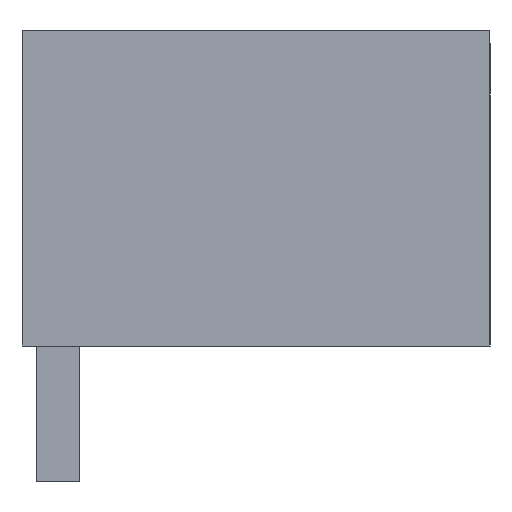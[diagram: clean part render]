
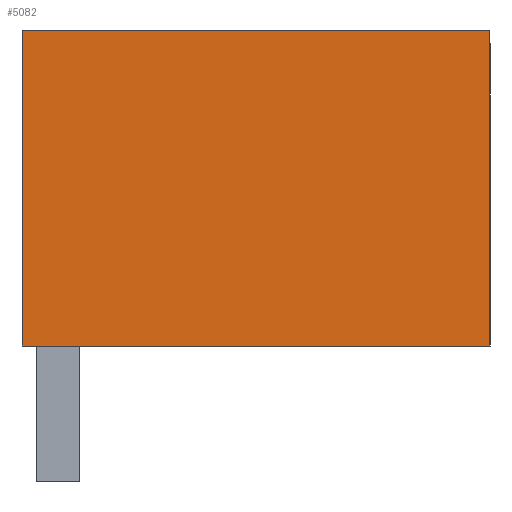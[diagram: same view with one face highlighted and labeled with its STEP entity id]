
A CAD part, left-side view. The second image highlights one B-rep face of the part: STEP entity #5082.
In plain terms, the highlighted planar face has unit normal (-1, 0, 0).
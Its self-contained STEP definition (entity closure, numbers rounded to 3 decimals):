
#5069=AXIS2_PLACEMENT_3D('Plane Axis2P3D',#5066,#5067,#5068) ;
#1634=CARTESIAN_POINT('Vertex',(0.,11.05,3.2)) ;
#1637=CARTESIAN_POINT('Line Origine',(0.,11.05,6.925)) ;
#1641=CARTESIAN_POINT('Vertex',(0.,11.05,10.65)) ;
#2039=CARTESIAN_POINT('Line Origine',(0.,5.525,3.2)) ;
#2043=CARTESIAN_POINT('Vertex',(0.,0.,3.2)) ;
#4079=CARTESIAN_POINT('Line Origine',(0.,5.525,10.65)) ;
#4083=CARTESIAN_POINT('Vertex',(0.,0.,10.65)) ;
#5066=CARTESIAN_POINT('Axis2P3D Location',(0.,11.05,0.)) ;
#5071=CARTESIAN_POINT('Line Origine',(0.,0.,6.925)) ;
#1638=DIRECTION('Vector Direction',(0.,0.,-1.)) ;
#2040=DIRECTION('Vector Direction',(0.,1.,0.)) ;
#4080=DIRECTION('Vector Direction',(0.,-1.,0.)) ;
#5067=DIRECTION('Axis2P3D Direction',(-1.,0.,0.)) ;
#5068=DIRECTION('Axis2P3D XDirection',(0.,-1.,0.)) ;
#5072=DIRECTION('Vector Direction',(0.,0.,1.)) ;
#1639=VECTOR('Line Direction',#1638,1.) ;
#2041=VECTOR('Line Direction',#2040,1.) ;
#4081=VECTOR('Line Direction',#4080,1.) ;
#5073=VECTOR('Line Direction',#5072,1.) ;
#5077=ORIENTED_EDGE('',*,*,#1643,.T.) ;
#5078=ORIENTED_EDGE('',*,*,#2045,.T.) ;
#5079=ORIENTED_EDGE('',*,*,#5075,.T.) ;
#5080=ORIENTED_EDGE('',*,*,#4085,.T.) ;
#5082=ADVANCED_FACE('HOUSING',(#5081),#5070,.T.) ;
#1643=EDGE_CURVE('',#1642,#1635,#1640,.T.) ;
#2045=EDGE_CURVE('',#1635,#2044,#2042,.F.) ;
#4085=EDGE_CURVE('',#4084,#1642,#4082,.F.) ;
#5075=EDGE_CURVE('',#2044,#4084,#5074,.T.) ;
#5076=EDGE_LOOP('',(#5077,#5078,#5079,#5080)) ;
#5081=FACE_OUTER_BOUND('',#5076,.T.) ;
#1640=LINE('Line',#1637,#1639) ;
#2042=LINE('Line',#2039,#2041) ;
#4082=LINE('Line',#4079,#4081) ;
#5074=LINE('Line',#5071,#5073) ;
#5070=PLANE('',#5069) ;
#1635=VERTEX_POINT('',#1634) ;
#1642=VERTEX_POINT('',#1641) ;
#2044=VERTEX_POINT('',#2043) ;
#4084=VERTEX_POINT('',#4083) ;
